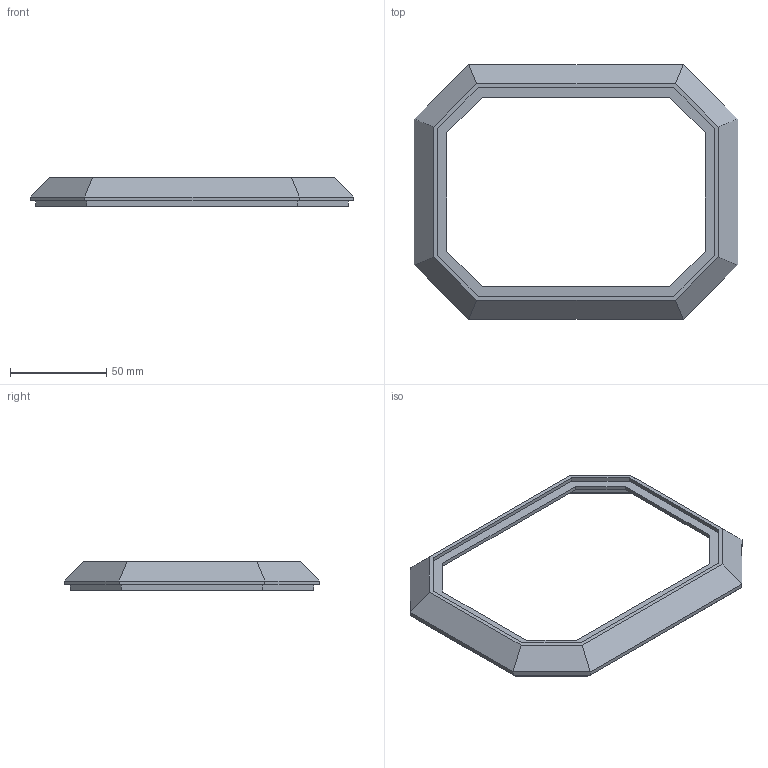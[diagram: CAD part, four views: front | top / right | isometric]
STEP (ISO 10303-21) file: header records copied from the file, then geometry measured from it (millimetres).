
FILE_DESCRIPTION( ( '' ), ' ' );
FILE_NAME( '5e5819b4f6024b13c78e356f.step', '2020-02-27T19:34:14', ( '' ), ( '' ), ' ', ' ', ' ' );
FILE_SCHEMA( ( 'AUTOMOTIVE_DESIGN { 1 0 10303 214 1 1 1 1 }' ) );
Length unit declared in the file: metre
Products named in the file (1): Part 2
Bounding box: 168 x 132.2 x 14.8 mm (x, y, z)
Volume: 50141.8 mm3; surface area: 24920.9 mm2
Topology: 1 solids, 1 shells, 61 faces, 152 edges, 96 vertices
Faces by surface type: plane 61
Entity records: 2266 total; most frequent: CARTESIAN_POINT 310, ORIENTED_EDGE 304, DIRECTION 276, EDGE_CURVE 152, LINE 152, VECTOR 152, VERTEX_POINT 96, EDGE_LOOP 66
